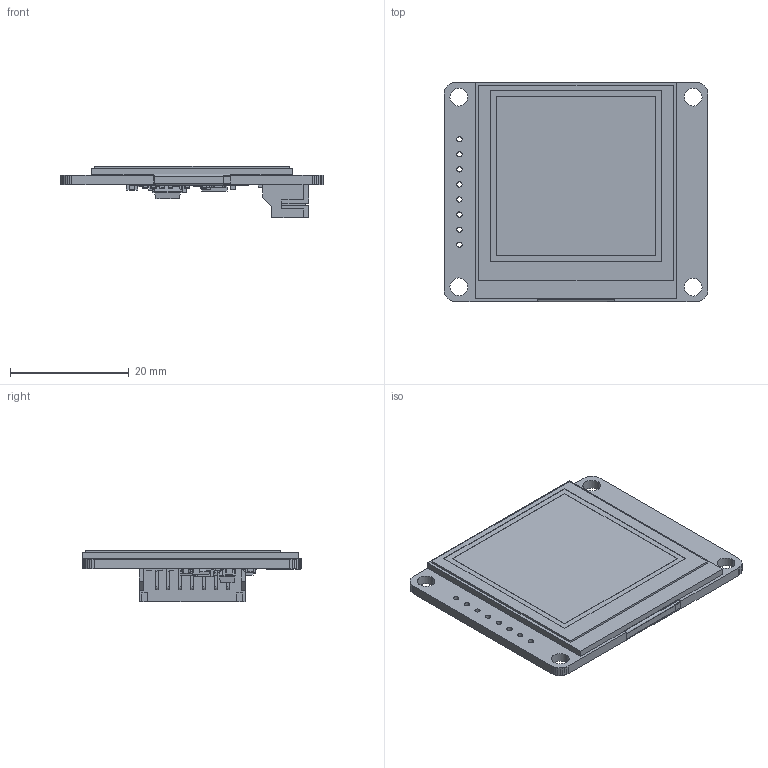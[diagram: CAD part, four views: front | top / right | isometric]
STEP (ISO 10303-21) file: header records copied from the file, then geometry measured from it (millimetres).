
FILE_DESCRIPTION((''),'2;1');
FILE_NAME('1_5INCH_OLED_MODULE_V1_11_ASM','2023-11-08T09:44:39',('xiaojisheng'),(''),'CREO PARAMETRIC BY PTC INC, 2021063','CREO PARAMETRIC BY PTC INC, 2021063','');
FILE_SCHEMA(('CONFIG_CONTROL_DESIGN','SHAPE_APPEARANCE_LAYERS_GROUPS'));
Products named in the file (61): BOARD; RESC1608_0603_; H5_ASM; SW3DPS-3-LEAD_SOT23-3; U1_ASM; USER_LIBRARY-TSOT-23-6_S6_; U2_ASM; H4_ASM; H1_ASM; SW3DPS-DO-214AC_SMA; D1_ASM; CAPC2012_0805_; C6_ASM; C7_ASM; CAPC1608_0603_; C5_ASM; R2_ASM; R5_ASM; INDC3225_1210_; L1_ASM; C1_ASM; C2_ASM; C3_ASM; C4_ASM; C8_ASM; R1_ASM; SOD323; D2_ASM; D3_ASM; D4_ASM; _2_1_20001; 5_1_2_A; _7_AF0; R_0402-3099_AF0_ASM_ASM; R_0402-5222_AF0_ASM_ASM; R0402_ASM; R8_ASM; R9_ASM; R10_ASM; R11_ASM ...
Assembly tree (86 placements, depth 7):
  1_5INCH_OLED_MODULE_V1_11_ASM
    PCB_ASM
      BOARD
      H5_ASM
        RESC1608_0603_
      U1_ASM
        SW3DPS-3-LEAD_SOT23-3
      U2_ASM
        USER_LIBRARY-TSOT-23-6_S6_
      H4_ASM
        RESC1608_0603_
      H1_ASM
        RESC1608_0603_
      D1_ASM
        SW3DPS-DO-214AC_SMA
      C6_ASM
        CAPC2012_0805_
      C7_ASM
        CAPC2012_0805_
      C5_ASM
        CAPC1608_0603_
      R2_ASM
        RESC1608_0603_
      R5_ASM
        RESC1608_0603_
      L1_ASM
        INDC3225_1210_
      C1_ASM
        CAPC1608_0603_
      C2_ASM
        CAPC1608_0603_
      C3_ASM
        CAPC1608_0603_
      C4_ASM
        CAPC1608_0603_
      C8_ASM
        CAPC1608_0603_
      R1_ASM
        RESC1608_0603_
      D2_ASM
        SOD323
      D3_ASM
        SOD323
      D4_ASM
        SOD323
      R8_ASM
        R0402_ASM
          R_0402-5222_AF0_ASM_ASM
            R_0402-3099_AF0_ASM_ASM
              _2_1_20001
              5_1_2_A
              _7_AF0
      R9_ASM
        R0402_ASM
          R_0402-5222_AF0_ASM_ASM
            R_0402-3099_AF0_ASM_ASM
              _2_1_20001
              5_1_2_A
              _7_AF0
      R10_ASM
Bounding box: 44.52 x 37.02 x 8.7 mm (x, y, z)
Volume: 4639.9 mm3; surface area: 7664.5 mm2
Topology: 58 solids, 59 shells, 5284 faces, 13809 edges, 8825 vertices
Faces by surface type: plane 3641, cylinder 766, extrusion 579, sphere 214, torus 84
Entity records: 98260 total; most frequent: CARTESIAN_POINT 20517, ORIENTED_EDGE 11736, DIRECTION 10352, PRESENTATION_STYLE_ASSIGNMENT 6500, STYLED_ITEM 5945, CURVE_STYLE 5926, EDGE_CURVE 5870, VECTOR 4864
